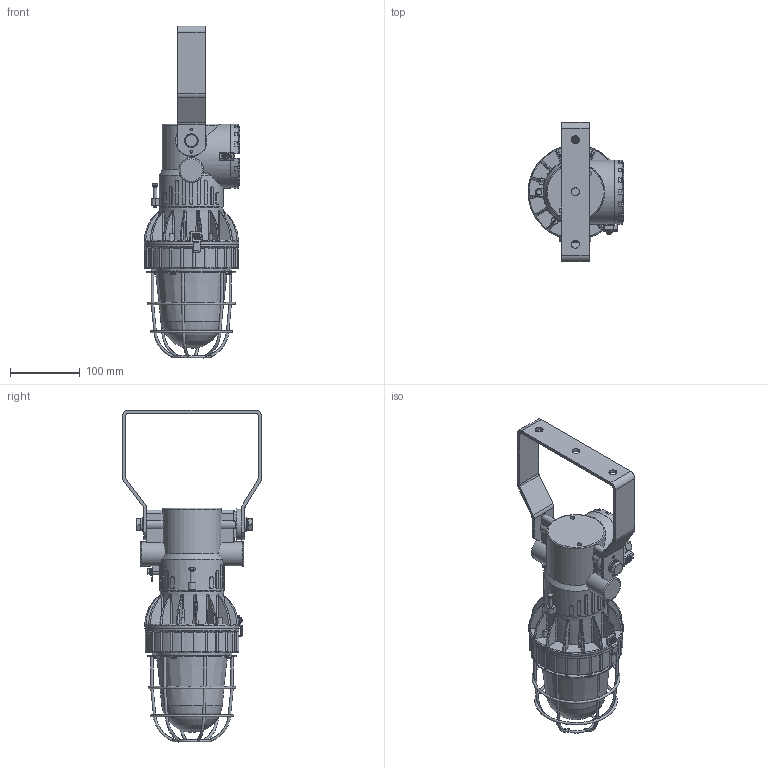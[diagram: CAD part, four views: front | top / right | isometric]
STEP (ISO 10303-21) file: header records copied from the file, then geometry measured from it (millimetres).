
FILE_DESCRIPTION((''),'2;1');
FILE_NAME('СГЖ01-3720С_У_220AC.stp','2019-06-03T14:21:35',('L.A.Ronzhin'),(''),'Autodesk Inventor 2012','Autodesk Inventor 2012','');
FILE_SCHEMA(('AUTOMOTIVE_DESIGN { 1 0 10303 214 1 1 1 1 }'));
Length unit declared in the file: millimetre
Products named in the file (1): СГЖ01-3720С_У_220AC
Bounding box: 137.9 x 200 x 477.55 mm (x, y, z)
Volume: 2772922.6 mm3; surface area: 256775.8 mm2
Topology: 1 solids, 1 shells, 1345 faces, 3673 edges, 2350 vertices
Faces by surface type: plane 565, cylinder 294, cone 215, bspline 125, torus 100, sphere 40, revolution 6
Full cylindrical faces by diameter (mm): 2 x2, 3.5 x12, 3.65 x1, 4 x4, 4.3 x1, 4.567 x2, 5 x3, 5.1 x1, 5.2 x1, 6.647 x2, 6.7 x2, 7.4 x4, 7.9 x2, 9 x1, 9.188 x2, 9.8 x1, 10 x2, 10.5 x2, 11.5 x3, 11.9 x1, 12.4 x2, 15.4 x2, 20 x2, 35.3 x2, 45 x1, 81.8 x1, 82.5 x1, 85.6 x1, 87 x1, 91.8 x1
Entity records: 53041 total; most frequent: CARTESIAN_POINT 20277, ORIENTED_EDGE 6900, DIRECTION 6088, EDGE_CURVE 3450, AXIS2_PLACEMENT_3D 2428, VERTEX_POINT 2263, EDGE_LOOP 1573, FACE_OUTER_BOUND 1345
